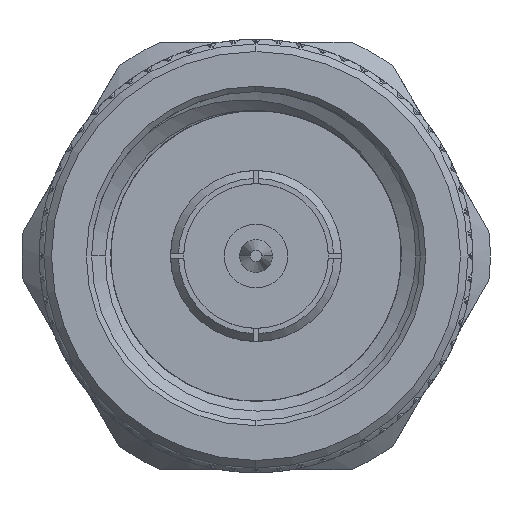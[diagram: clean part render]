
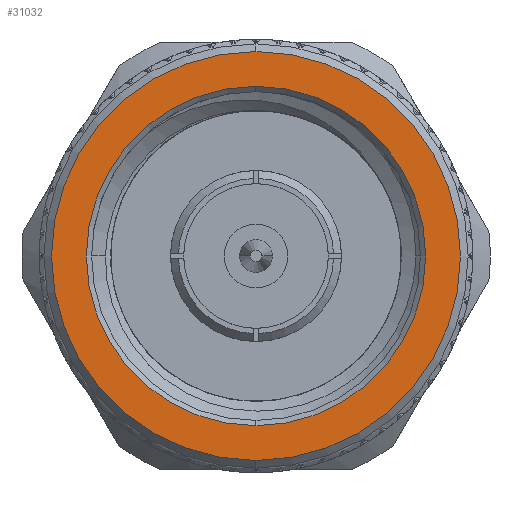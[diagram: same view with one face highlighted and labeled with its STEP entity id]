
A CAD part, left-side view. The second image highlights one B-rep face of the part: STEP entity #31032.
In plain terms, the highlighted planar face has unit normal (-1, 0, 0).
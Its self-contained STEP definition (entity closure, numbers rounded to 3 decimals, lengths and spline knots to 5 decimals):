
#723 = CARTESIAN_POINT ( 'NONE',  ( -0.00034, 0., 0. ) ) ;
#1064 = CARTESIAN_POINT ( 'NONE',  ( -0.00034, 0., 0.38863 ) ) ;
#1485 = EDGE_CURVE ( 'NONE', #54549, #67454, #14728, .T. ) ;
#1786 = CARTESIAN_POINT ( 'NONE',  ( -0.00034, 0., 0.3225 ) ) ;
#2835 = EDGE_CURVE ( 'NONE', #42824, #9412, #61005, .T. ) ;
#4411 = CARTESIAN_POINT ( 'NONE',  ( -0.00034, 0., 0. ) ) ;
#7842 = EDGE_CURVE ( 'NONE', #67454, #54549, #34510, .T. ) ;
#9412 = VERTEX_POINT ( 'NONE', #63536 ) ;
#11268 = EDGE_LOOP ( 'NONE', ( #36243, #48945 ) ) ;
#11618 = FACE_OUTER_BOUND ( 'NONE', #53767, .T. ) ;
#14222 = CARTESIAN_POINT ( 'NONE',  ( -0.00034, 0., 0. ) ) ;
#14728 = CIRCLE ( 'NONE', #35543, 0.3225 ) ;
#14736 = CARTESIAN_POINT ( 'NONE',  ( -0.00034, 0., 0. ) ) ;
#15095 = DIRECTION ( 'NONE',  ( 1., 0., 0. ) ) ;
#22080 = EDGE_CURVE ( 'NONE', #9412, #42824, #48198, .T. ) ;
#22883 = DIRECTION ( 'NONE',  ( -1., 0., 0. ) ) ;
#26004 = DIRECTION ( 'NONE',  ( 0., 0., -1. ) ) ;
#29839 = AXIS2_PLACEMENT_3D ( 'NONE', #14222, #58400, #46439 ) ;
#31032 = ADVANCED_FACE ( 'NONE', ( #11618, #33719 ), #50349, .T. ) ;
#32023 = CARTESIAN_POINT ( 'NONE',  ( -0.00034, 0., 0. ) ) ;
#33719 = FACE_BOUND ( 'NONE', #11268, .T. ) ;
#34510 = CIRCLE ( 'NONE', #56445, 0.3225 ) ;
#35543 = AXIS2_PLACEMENT_3D ( 'NONE', #4411, #71049, #47531 ) ;
#36243 = ORIENTED_EDGE ( 'NONE', *, *, #1485, .T. ) ;
#39496 = DIRECTION ( 'NONE',  ( 0., 0., 1. ) ) ;
#42824 = VERTEX_POINT ( 'NONE', #1064 ) ;
#46320 = CARTESIAN_POINT ( 'NONE',  ( -0.00034, 0., -0.3225 ) ) ;
#46439 = DIRECTION ( 'NONE',  ( 0., 0., -1. ) ) ;
#47531 = DIRECTION ( 'NONE',  ( 0., 0., 1. ) ) ;
#48198 = CIRCLE ( 'NONE', #49336, 0.38863 ) ;
#48644 = DIRECTION ( 'NONE',  ( 1., 0., 0. ) ) ;
#48945 = ORIENTED_EDGE ( 'NONE', *, *, #7842, .T. ) ;
#49336 = AXIS2_PLACEMENT_3D ( 'NONE', #14736, #15095, #26004 ) ;
#50349 = PLANE ( 'NONE',  #61084 ) ;
#53767 = EDGE_LOOP ( 'NONE', ( #64489, #54559 ) ) ;
#54549 = VERTEX_POINT ( 'NONE', #1786 ) ;
#54559 = ORIENTED_EDGE ( 'NONE', *, *, #2835, .F. ) ;
#56445 = AXIS2_PLACEMENT_3D ( 'NONE', #32023, #48644, #69268 ) ;
#58400 = DIRECTION ( 'NONE',  ( 1., 0., 0. ) ) ;
#61005 = CIRCLE ( 'NONE', #29839, 0.38863 ) ;
#61084 = AXIS2_PLACEMENT_3D ( 'NONE', #723, #22883, #39496 ) ;
#63536 = CARTESIAN_POINT ( 'NONE',  ( -0.00034, 0., -0.38863 ) ) ;
#64489 = ORIENTED_EDGE ( 'NONE', *, *, #22080, .F. ) ;
#67454 = VERTEX_POINT ( 'NONE', #46320 ) ;
#69268 = DIRECTION ( 'NONE',  ( 0., 0., 1. ) ) ;
#71049 = DIRECTION ( 'NONE',  ( 1., 0., 0. ) ) ;
